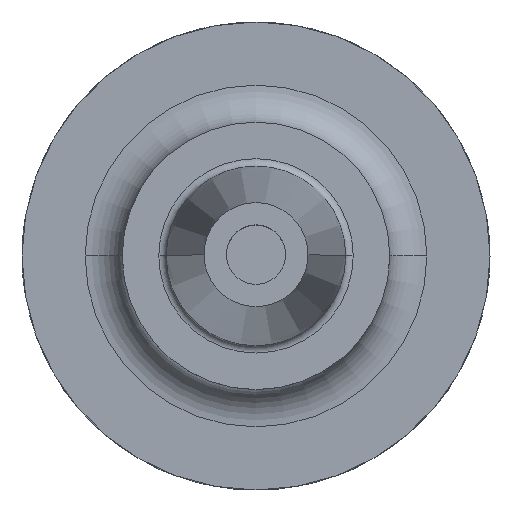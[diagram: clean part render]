
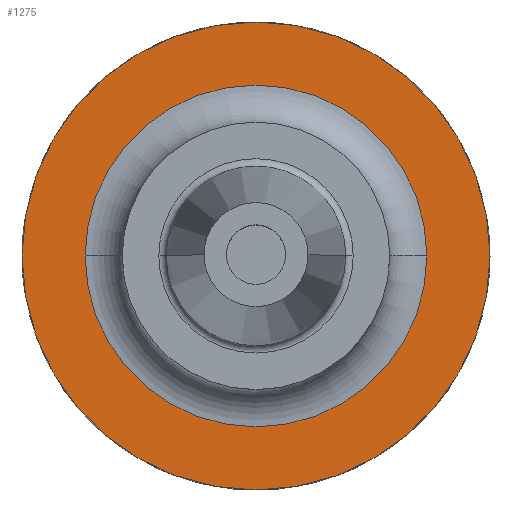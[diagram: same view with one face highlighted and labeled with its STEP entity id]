
A CAD part, top view. The second image highlights one B-rep face of the part: STEP entity #1275.
In plain terms, the highlighted planar face has unit normal (0, 0, 1).
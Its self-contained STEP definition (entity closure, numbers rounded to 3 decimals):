
#10 = EDGE_LOOP ( 'NONE', ( #809, #241 ) ) ;
#14 = VERTEX_POINT ( 'NONE', #798 ) ;
#23 = DIRECTION ( 'NONE',  ( -1., 0., 0. ) ) ;
#46 = AXIS2_PLACEMENT_3D ( 'NONE', #1274, #1669, #873 ) ;
#121 = EDGE_LOOP ( 'NONE', ( #1499, #235 ) ) ;
#166 = CARTESIAN_POINT ( 'NONE',  ( 0., 0., 27. ) ) ;
#235 = ORIENTED_EDGE ( 'NONE', *, *, #1373, .F. ) ;
#236 = AXIS2_PLACEMENT_3D ( 'NONE', #457, #1390, #600 ) ;
#241 = ORIENTED_EDGE ( 'NONE', *, *, #1322, .T. ) ;
#284 = CARTESIAN_POINT ( 'NONE',  ( 31.5, 0., 27. ) ) ;
#289 = CARTESIAN_POINT ( 'NONE',  ( 0., 0., 27. ) ) ;
#306 = DIRECTION ( 'NONE',  ( -1., 0., 0. ) ) ;
#325 = AXIS2_PLACEMENT_3D ( 'NONE', #166, #1108, #306 ) ;
#378 = CIRCLE ( 'NONE', #1412, 23. ) ;
#398 = VERTEX_POINT ( 'NONE', #284 ) ;
#410 = FACE_OUTER_BOUND ( 'NONE', #121, .T. ) ;
#429 = DIRECTION ( 'NONE',  ( -1., 0., 0. ) ) ;
#455 = VERTEX_POINT ( 'NONE', #1303 ) ;
#457 = CARTESIAN_POINT ( 'NONE',  ( 0., 0., 27. ) ) ;
#520 = EDGE_CURVE ( 'NONE', #455, #398, #817, .T. ) ;
#600 = DIRECTION ( 'NONE',  ( -1., 0., 0. ) ) ;
#798 = CARTESIAN_POINT ( 'NONE',  ( -23., 0., 27. ) ) ;
#809 = ORIENTED_EDGE ( 'NONE', *, *, #1695, .T. ) ;
#811 = AXIS2_PLACEMENT_3D ( 'NONE', #1643, #842, #23 ) ;
#817 = CIRCLE ( 'NONE', #811, 31.5 ) ;
#842 = DIRECTION ( 'NONE',  ( 0., 0., -1. ) ) ;
#873 = DIRECTION ( 'NONE',  ( -1., 0., 0. ) ) ;
#1108 = DIRECTION ( 'NONE',  ( 0., 0., -1. ) ) ;
#1236 = DIRECTION ( 'NONE',  ( 0., 0., -1. ) ) ;
#1274 = CARTESIAN_POINT ( 'NONE',  ( 0., 0., 27. ) ) ;
#1275 = ADVANCED_FACE ( 'NONE', ( #1441, #410 ), #1540, .F. ) ;
#1303 = CARTESIAN_POINT ( 'NONE',  ( -31.5, 0., 27. ) ) ;
#1322 = EDGE_CURVE ( 'NONE', #1468, #14, #1714, .T. ) ;
#1373 = EDGE_CURVE ( 'NONE', #398, #455, #1751, .T. ) ;
#1390 = DIRECTION ( 'NONE',  ( 0., 0., -1. ) ) ;
#1400 = CARTESIAN_POINT ( 'NONE',  ( 23., 0., 27. ) ) ;
#1412 = AXIS2_PLACEMENT_3D ( 'NONE', #289, #1236, #429 ) ;
#1441 = FACE_BOUND ( 'NONE', #10, .T. ) ;
#1468 = VERTEX_POINT ( 'NONE', #1400 ) ;
#1499 = ORIENTED_EDGE ( 'NONE', *, *, #520, .F. ) ;
#1540 = PLANE ( 'NONE',  #46 ) ;
#1643 = CARTESIAN_POINT ( 'NONE',  ( 0., 0., 27. ) ) ;
#1669 = DIRECTION ( 'NONE',  ( 0., 0., -1. ) ) ;
#1695 = EDGE_CURVE ( 'NONE', #14, #1468, #378, .T. ) ;
#1714 = CIRCLE ( 'NONE', #325, 23. ) ;
#1751 = CIRCLE ( 'NONE', #236, 31.5 ) ;
